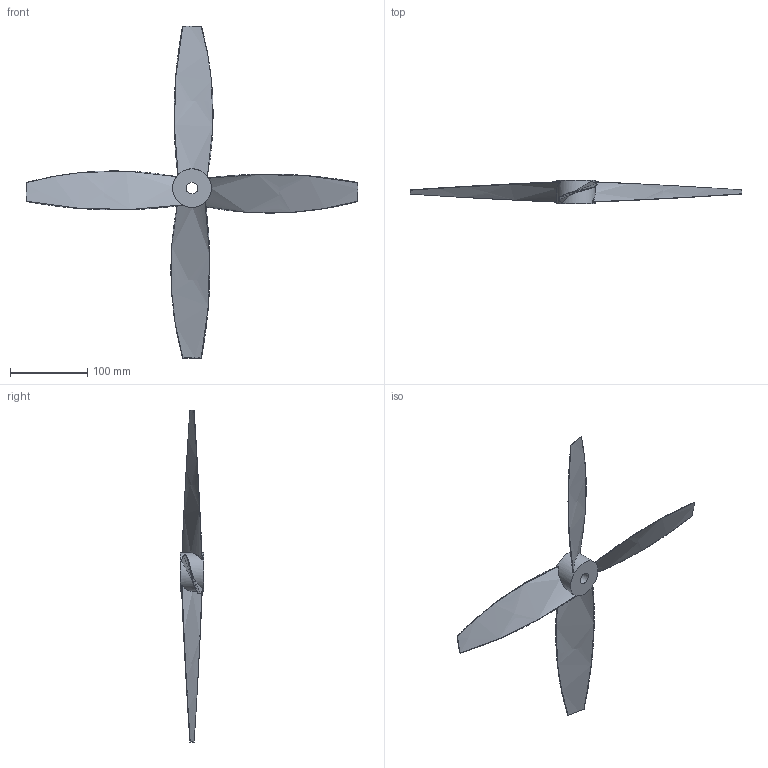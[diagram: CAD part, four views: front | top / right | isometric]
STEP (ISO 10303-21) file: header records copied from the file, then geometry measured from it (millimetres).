
FILE_DESCRIPTION(('FreeCAD Model'),'2;1');
FILE_NAME('Open CASCADE Shape Model','2023-01-05T11:02:59',('Author'),( ''),'Open CASCADE STEP processor 7.5','FreeCAD','Unknown');
FILE_SCHEMA(('AUTOMOTIVE_DESIGN { 1 0 10303 214 1 1 1 1 }'));
Length unit declared in the file: millimetre
Products named in the file (1): Body
Bounding box: 430 x 30 x 430 mm (x, y, z)
Volume: 95122.2 mm3; surface area: 82373.2 mm2
Topology: 1 solids, 1 shells, 24 faces, 57 edges, 38 vertices
Faces by surface type: bspline 16, plane 6, cylinder 2
Full cylindrical faces by diameter (mm): 15 x1, 50 x1
Entity records: 3595 total; most frequent: CARTESIAN_POINT 2593, DIRECTION 115, ORIENTED_EDGE 114, PCURVE 114, DEFINITIONAL_REPRESENTATION 114, B_SPLINE_CURVE_WITH_KNOTS 90, EDGE_CURVE 57, SURFACE_CURVE 54
